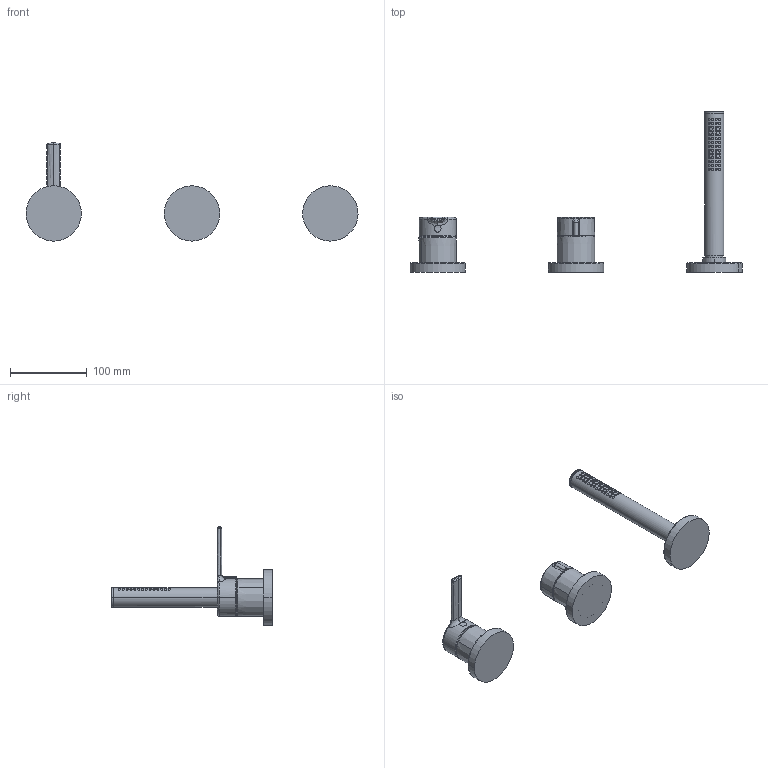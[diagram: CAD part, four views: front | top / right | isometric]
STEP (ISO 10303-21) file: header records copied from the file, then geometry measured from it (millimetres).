
FILE_DESCRIPTION (( 'STEP AP203' ), '1' );
FILE_NAME ('03419473(2024).STEP', '2023-11-07T10:34:25', ( '' ), ( '' ), 'SwSTEP 2.0', 'SolidWorks 2016', '' );
FILE_SCHEMA (( 'CONFIG_CONTROL_DESIGN' ));
Length unit declared in the file: millimetre
Products named in the file (1): 03419473(2024)
Bounding box: 431.99 x 208.8 x 127.8 mm (x, y, z)
Volume: 476047.6 mm3; surface area: 93106.7 mm2
Topology: 9 solids, 10 shells, 181 faces, 395 edges, 285 vertices
Faces by surface type: bspline 121, cylinder 22, plane 21, torus 8, cone 7, sphere 2
Entity records: 16711 total; most frequent: CARTESIAN_POINT 13481, ORIENTED_EDGE 730, DIRECTION 409, EDGE_CURVE 365, VERTEX_POINT 267, EDGE_LOOP 236, B_SPLINE_CURVE_WITH_KNOTS 193, AXIS2_PLACEMENT_3D 188
